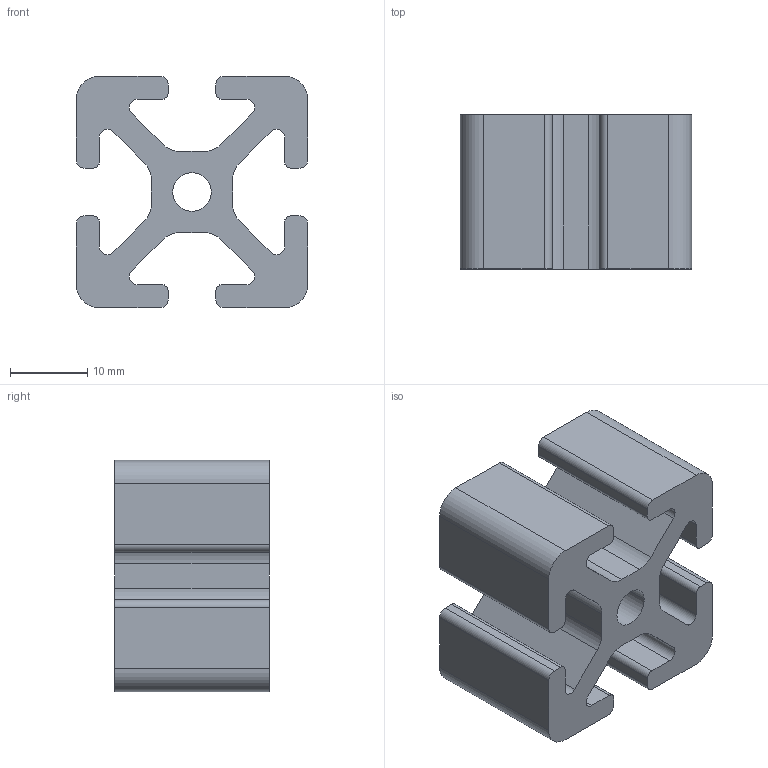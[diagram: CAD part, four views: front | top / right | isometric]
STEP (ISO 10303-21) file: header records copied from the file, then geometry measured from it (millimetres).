
FILE_DESCRIPTION(('STEP AP214'),'1');
FILE_NAME('cctmp_2D3C2218-4DB8-4DBA-B339-7B34D719B603_2020_1_4_15_22_57_734..stp','2020-01-04T14:22:57',('item Industrietechnik GmbH'),('CADClick - www.CADClick.com'),'Spatial InterOp 3D',' ','unknown authorization');
FILE_SCHEMA(('AUTOMOTIVE_DESIGN'));
Length unit declared in the file: millimetre
Products named in the file (1): item_0041901_Profile 6 30x30_L=20
Bounding box: 30 x 20 x 30 mm (x, y, z)
Volume: 9427.7 mm3; surface area: 6011.3 mm2
Topology: 1 solids, 1 shells, 76 faces, 222 edges, 148 vertices
Faces by surface type: cylinder 38, plane 38
Entity records: 3178 total; most frequent: DIRECTION 452, CARTESIAN_POINT 447, ORIENTED_EDGE 444, EDGE_CURVE 222, AXIS2_PLACEMENT_3D 153, VERTEX_POINT 148, LINE 146, VECTOR 146
